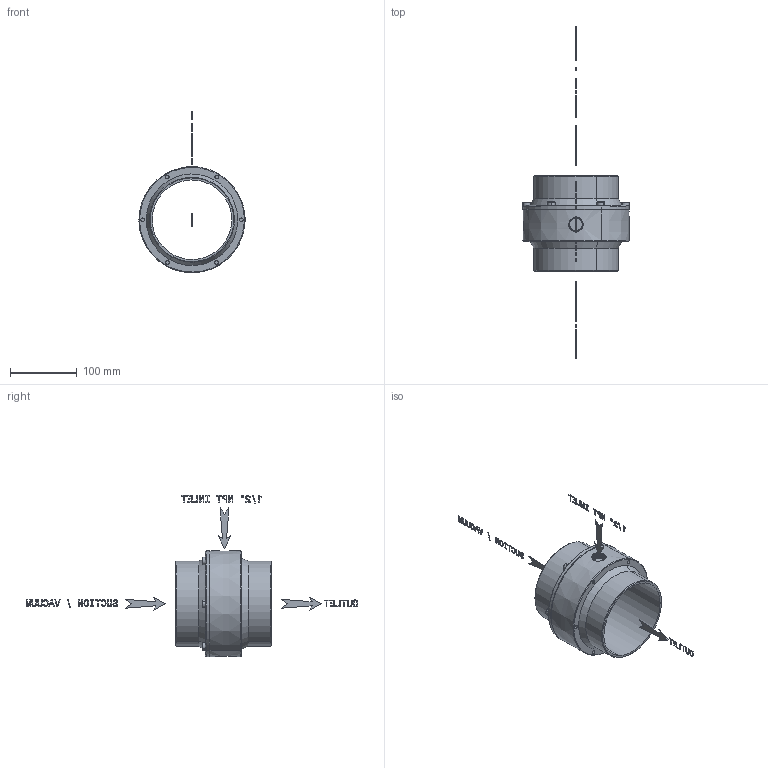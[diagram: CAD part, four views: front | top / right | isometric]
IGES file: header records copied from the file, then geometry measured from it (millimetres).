
Start section: START RECORD GO HERE.
Global section: file name: 30008S.igs; native system: DASSAULT SYSTEMES CATIA V5 R20 - www.3ds.com; preprocessor: CATIA Version 5 Release 20 ; author: Chirag Shah; organization: INTRITECH; date: 20180914.115235; units: millimetre
Bounding box: 158.67 x 496.71 x 241.71 mm (x, y, z)
Volume: 617213.1 mm3; surface area: 143832.2 mm2
Topology: 43 solids, 43 shells, 1201 faces, 3210 edges, 2125 vertices
Faces by surface type: plane 1081, revolution 81, bspline 39
